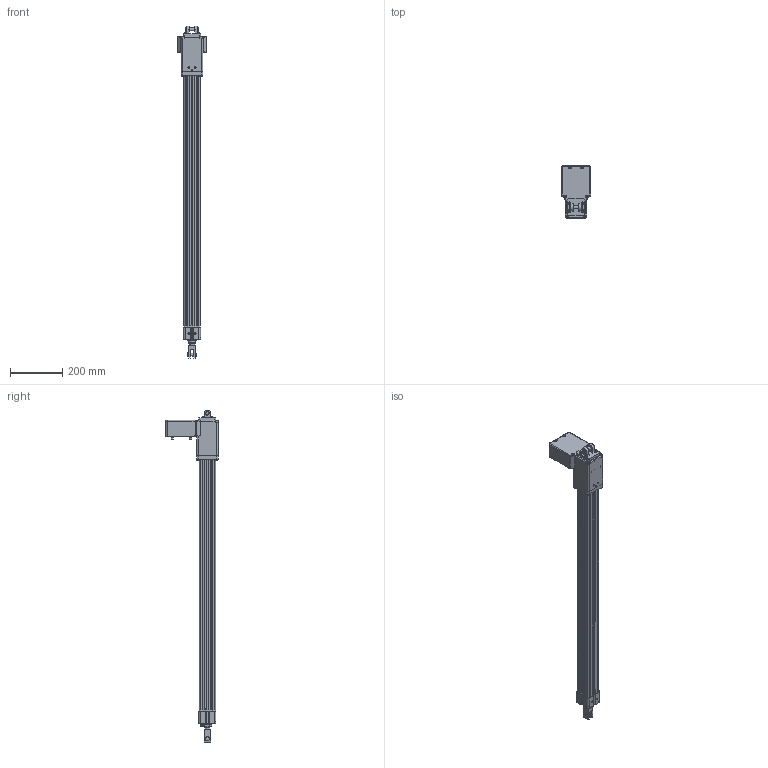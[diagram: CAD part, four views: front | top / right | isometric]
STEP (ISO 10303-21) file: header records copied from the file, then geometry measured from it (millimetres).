
FILE_DESCRIPTION (( 'STEP AP203' ), '1' );
FILE_NAME ('RS-485084-1.step', '2025-03-31T20:21:55', ( '' ), ( '' ), 'SwSTEP 2.0', 'SolidWorks 2024', '' );
FILE_SCHEMA (( 'CONFIG_CONTROL_DESIGN' ));
Length unit declared in the file: inch
Products named in the file (6): Base_RS-485084-1; tempJoin0_11329393_RS-485084-1; RS-485084-1; tempJoin8_83169035_RS-485084-1; 11249396_RS-485084-1; tempJoin2_11329302_RS-485084-1
Assembly tree (5 placements, depth 2):
  RS-485084-1
    11249396_RS-485084-1
    tempJoin0_11329393_RS-485084-1
    tempJoin8_83169035_RS-485084-1
    tempJoin2_11329302_RS-485084-1
    Base_RS-485084-1
Bounding box: 111.12 x 200.03 x 1267.74 mm (x, y, z)
Volume: 4252737.4 mm3; surface area: 819603.1 mm2
Topology: 14 solids, 33 shells, 1231 faces, 2948 edges, 1892 vertices
Faces by surface type: plane 728, cylinder 354, cone 136, torus 12, bspline 1
Full cylindrical faces by diameter (mm): 3.277 x4, 3.3 x4, 4.2 x4, 4.763 x4, 5 x16, 5.105 x4, 6 x6, 6.35 x4, 6.477 x1, 6.528 x4, 6.756 x12, 6.76 x6, 8.5 x4, 8.572 x1, 9.525 x4, 9.921 x2, 10 x20, 10.719 x6, 11.113 x1, 11.176 x8, 11.938 x4, 12.675 x7, 12.7 x2, 13.716 x2, 16.002 x1, 20.32 x1, 28.423 x2, 28.575 x2, 31.521 x1, 31.699 x1
Entity records: 34469 total; most frequent: CARTESIAN_POINT 6401, DIRECTION 5892, ORIENTED_EDGE 5134, EDGE_CURVE 2567, AXIS2_PLACEMENT_3D 2182, VERTEX_POINT 1767, EDGE_LOOP 1640, VECTOR 1528
